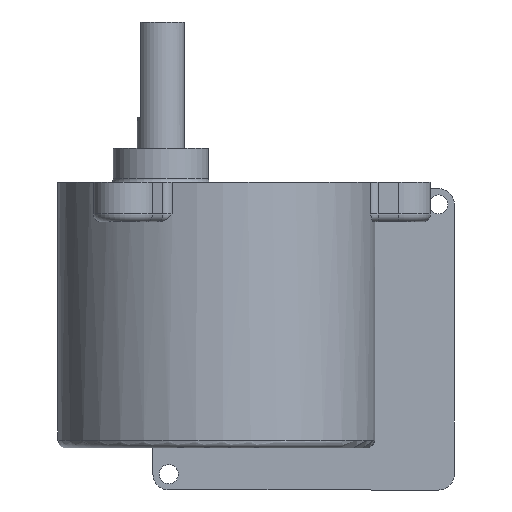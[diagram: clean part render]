
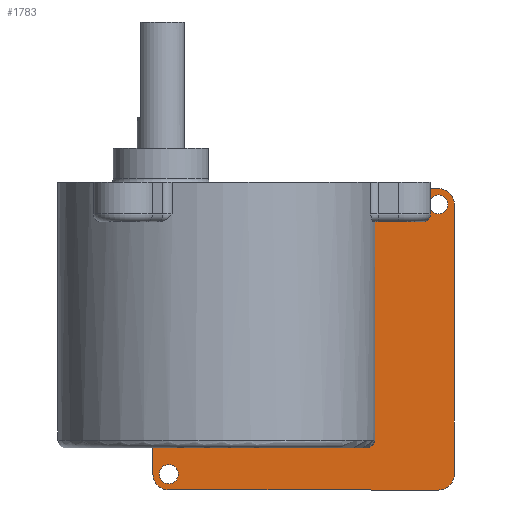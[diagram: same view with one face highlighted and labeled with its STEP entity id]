
A CAD part, left-side view. The second image highlights one B-rep face of the part: STEP entity #1783.
In plain terms, the highlighted planar face has unit normal (-1, 0, 0).
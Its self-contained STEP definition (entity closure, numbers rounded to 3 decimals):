
#125=CARTESIAN_POINT('',(18.,-16.764,0.0));
#126=VERTEX_POINT('',#125);
#127=CARTESIAN_POINT('',(18.0,-19.,1.));
#128=VERTEX_POINT('',#127);
#129=CARTESIAN_POINT('',(18.0,-19.,1.));
#130=CARTESIAN_POINT('',(18.0,-18.603,0.72));
#131=CARTESIAN_POINT('',(18.0,-18.125,0.388));
#132=CARTESIAN_POINT('',(18.0,-17.403,0.088));
#133=CARTESIAN_POINT('',(18.0,-17.06,0.));
#134=CARTESIAN_POINT('',(18.,-16.764,0.));
#135=B_SPLINE_CURVE_WITH_KNOTS('',3,(#129,#130,#131,#132,#133,#134),.UNSPECIFIED.,.F.,.U.,(4,2,4),(0.0,0.146,0.234),.UNSPECIFIED.);
#136=EDGE_CURVE('',#126,#128,#135,.F.);
#163=CARTESIAN_POINT('',(18.,6.083,0.0));
#164=VERTEX_POINT('',#163);
#172=CARTESIAN_POINT('',(18.,6.083,0.0));
#173=DIRECTION('',(0.0,-1.0,0.0));
#174=VECTOR('',#173,22.847);
#175=LINE('',#172,#174);
#176=EDGE_CURVE('',#164,#126,#175,.T.);
#372=CARTESIAN_POINT('',(18.,8.,0.284));
#373=VERTEX_POINT('',#372);
#374=CARTESIAN_POINT('',(18.,6.083,0.));
#375=CARTESIAN_POINT('',(18.,6.548,0.));
#376=CARTESIAN_POINT('',(18.,7.106,0.04));
#377=CARTESIAN_POINT('',(18.,7.699,0.181));
#378=CARTESIAN_POINT('',(18.,7.854,0.226));
#379=CARTESIAN_POINT('',(18.,8.,0.284));
#380=B_SPLINE_CURVE_WITH_KNOTS('',3,(#374,#375,#376,#377,#378,#379),.UNSPECIFIED.,.F.,.U.,(4,2,4),(0.581,0.721,0.764),.UNSPECIFIED.);
#381=EDGE_CURVE('',#373,#164,#380,.F.);
#1606=CARTESIAN_POINT('',(18.0,-28.0,31.9));
#1607=VERTEX_POINT('',#1606);
#1608=CARTESIAN_POINT('',(18.0,-28.0,30.7));
#1609=DIRECTION('',(1.0,0.0,0.0));
#1610=DIRECTION('',(0.0,0.0,-1.0));
#1611=AXIS2_PLACEMENT_3D('',#1608,#1609,#1610);
#1612=CIRCLE('',#1611,1.2);
#1613=EDGE_CURVE('',#1607,#1607,#1612,.T.);
#1634=CARTESIAN_POINT('',(18.,6.,-2.1));
#1635=VERTEX_POINT('',#1634);
#1636=CARTESIAN_POINT('',(18.,6.,-3.3));
#1637=DIRECTION('',(1.0,0.0,0.0));
#1638=DIRECTION('',(0.0,0.0,-1.0));
#1639=AXIS2_PLACEMENT_3D('',#1636,#1637,#1638);
#1640=CIRCLE('',#1639,1.2);
#1641=EDGE_CURVE('',#1635,#1635,#1640,.T.);
#1662=CARTESIAN_POINT('',(18.0,-30.,-3.3));
#1663=VERTEX_POINT('',#1662);
#1670=CARTESIAN_POINT('',(18.0,-28.0,-5.3));
#1671=VERTEX_POINT('',#1670);
#1672=CARTESIAN_POINT('',(18.0,-28.0,-3.3));
#1673=DIRECTION('',(1.0,0.,0.));
#1674=DIRECTION('',(0.,-0.707,-0.707));
#1675=AXIS2_PLACEMENT_3D('',#1672,#1673,#1674);
#1676=CIRCLE('',#1675,2.0);
#1677=EDGE_CURVE('',#1663,#1671,#1676,.T.);
#1694=CARTESIAN_POINT('',(18.,6.,-5.3));
#1695=VERTEX_POINT('',#1694);
#1696=CARTESIAN_POINT('',(18.0,-28.0,-5.3));
#1697=DIRECTION('',(0.0,1.0,0.0));
#1698=VECTOR('',#1697,34.0);
#1699=LINE('',#1696,#1698);
#1700=EDGE_CURVE('',#1671,#1695,#1699,.T.);
#1719=CARTESIAN_POINT('',(18.0,-30.,32.7));
#1720=DIRECTION('',(1.0,0.0,0.0));
#1721=DIRECTION('',(0.0,0.0,-1.0));
#1722=AXIS2_PLACEMENT_3D('',#1719,#1720,#1721);
#1723=PLANE('',#1722);
#1724=ORIENTED_EDGE('',*,*,#1677,.F.);
#1725=CARTESIAN_POINT('',(18.0,-30.,30.7));
#1726=VERTEX_POINT('',#1725);
#1727=CARTESIAN_POINT('',(18.0,-30.,30.7));
#1728=DIRECTION('',(0.0,0.0,-1.0));
#1729=VECTOR('',#1728,34.0);
#1730=LINE('',#1727,#1729);
#1731=EDGE_CURVE('',#1726,#1663,#1730,.T.);
#1732=ORIENTED_EDGE('',*,*,#1731,.F.);
#1733=CARTESIAN_POINT('',(18.0,-28.,32.7));
#1734=VERTEX_POINT('',#1733);
#1735=CARTESIAN_POINT('',(18.0,-28.,30.7));
#1736=DIRECTION('',(1.0,0.,0.));
#1737=DIRECTION('',(0.,-0.707,0.707));
#1738=AXIS2_PLACEMENT_3D('',#1735,#1736,#1737);
#1739=CIRCLE('',#1738,2.0);
#1740=EDGE_CURVE('',#1734,#1726,#1739,.T.);
#1741=ORIENTED_EDGE('',*,*,#1740,.F.);
#1742=CARTESIAN_POINT('',(18.0,-19.0,32.7));
#1743=VERTEX_POINT('',#1742);
#1744=CARTESIAN_POINT('',(18.0,-19.0,32.7));
#1745=DIRECTION('',(0.0,-1.0,0.0));
#1746=VECTOR('',#1745,9.0);
#1747=LINE('',#1744,#1746);
#1748=EDGE_CURVE('',#1743,#1734,#1747,.T.);
#1749=ORIENTED_EDGE('',*,*,#1748,.F.);
#1750=CARTESIAN_POINT('',(18.0,-19.,1.));
#1751=DIRECTION('',(0.0,0.0,1.0));
#1752=VECTOR('',#1751,31.7);
#1753=LINE('',#1750,#1752);
#1754=EDGE_CURVE('',#128,#1743,#1753,.T.);
#1755=ORIENTED_EDGE('',*,*,#1754,.F.);
#1756=ORIENTED_EDGE('',*,*,#136,.F.);
#1757=ORIENTED_EDGE('',*,*,#176,.F.);
#1758=ORIENTED_EDGE('',*,*,#381,.F.);
#1759=CARTESIAN_POINT('',(18.,8.,-3.3));
#1760=VERTEX_POINT('',#1759);
#1761=CARTESIAN_POINT('',(18.,8.,0.284));
#1762=DIRECTION('',(0.0,0.0,-1.0));
#1763=VECTOR('',#1762,3.584);
#1764=LINE('',#1761,#1763);
#1765=EDGE_CURVE('',#373,#1760,#1764,.T.);
#1766=ORIENTED_EDGE('',*,*,#1765,.T.);
#1767=CARTESIAN_POINT('',(18.,6.,-3.3));
#1768=DIRECTION('',(1.0,0.,0.));
#1769=DIRECTION('',(0.,0.707,-0.707));
#1770=AXIS2_PLACEMENT_3D('',#1767,#1768,#1769);
#1771=CIRCLE('',#1770,2.0);
#1772=EDGE_CURVE('',#1695,#1760,#1771,.T.);
#1773=ORIENTED_EDGE('',*,*,#1772,.F.);
#1774=ORIENTED_EDGE('',*,*,#1700,.F.);
#1775=EDGE_LOOP('',(#1724,#1732,#1741,#1749,#1755,#1756,#1757,#1758,#1766,#1773,#1774));
#1776=FACE_OUTER_BOUND('',#1775,.T.);
#1777=ORIENTED_EDGE('',*,*,#1613,.T.);
#1778=EDGE_LOOP('',(#1777));
#1779=FACE_BOUND('',#1778,.T.);
#1780=ORIENTED_EDGE('',*,*,#1641,.T.);
#1781=EDGE_LOOP('',(#1780));
#1782=FACE_BOUND('',#1781,.T.);
#1783=ADVANCED_FACE('',(#1776,#1779,#1782),#1723,.F.);
